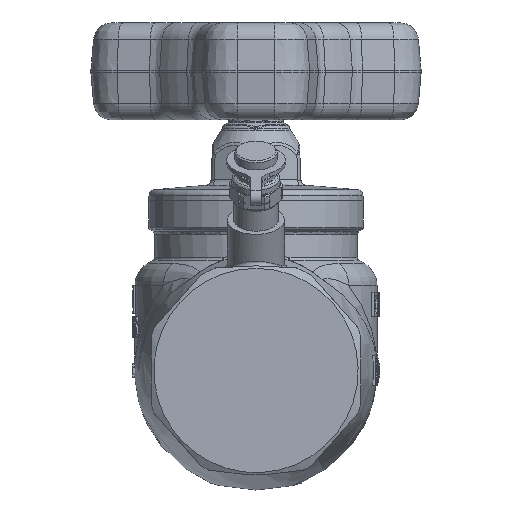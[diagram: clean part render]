
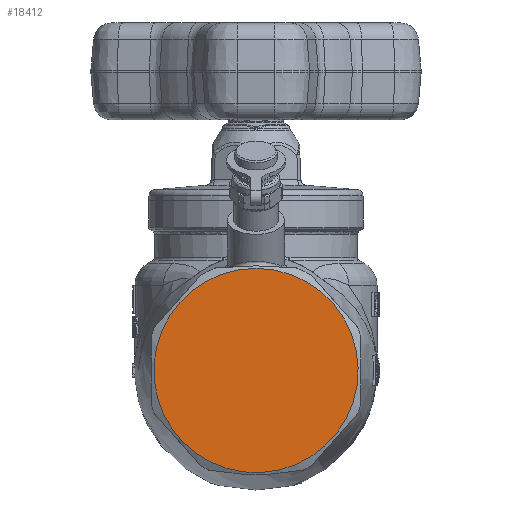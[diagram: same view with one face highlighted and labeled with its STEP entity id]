
A CAD part, left-side view. The second image highlights one B-rep face of the part: STEP entity #18412.
In plain terms, the highlighted planar face has unit normal (-1, 0, 0).
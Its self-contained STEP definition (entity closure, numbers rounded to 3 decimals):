
#13663=PLANE('',#42550);
#18412=ADVANCED_FACE('',(#20254),#13663,.F.);
#20254=FACE_OUTER_BOUND('',#21921,.T.);
#21921=EDGE_LOOP('',(#26877));
#23540=CIRCLE('',#42549,34.);
#26877=ORIENTED_EDGE('',*,*,#36982,.T.);
#33679=VERTEX_POINT('',#64345);
#36982=EDGE_CURVE('',#33679,#33679,#23540,.T.);
#42549=AXIS2_PLACEMENT_3D('',#64344,#45691,#45692);
#42550=AXIS2_PLACEMENT_3D('',#64346,#45693,#45694);
#45691=DIRECTION('',(-1.,0.,0.));
#45692=DIRECTION('',(0.,0.,1.));
#45693=DIRECTION('',(1.,0.,0.));
#45694=DIRECTION('',(0.,0.,1.));
#64344=CARTESIAN_POINT('',(-82.5,0.,0.));
#64345=CARTESIAN_POINT('',(-82.5,0.,34.));
#64346=CARTESIAN_POINT('',(-82.5,0.,0.));
